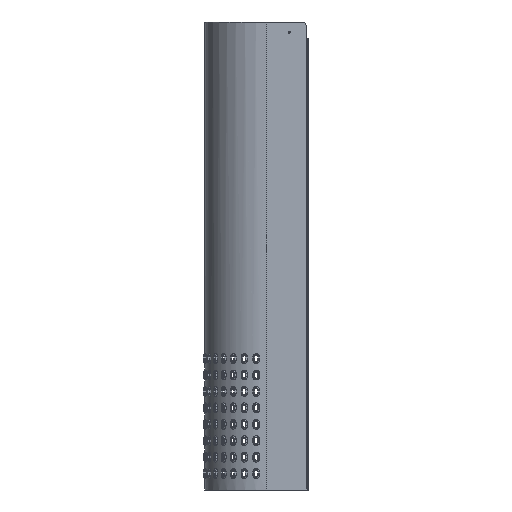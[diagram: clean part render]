
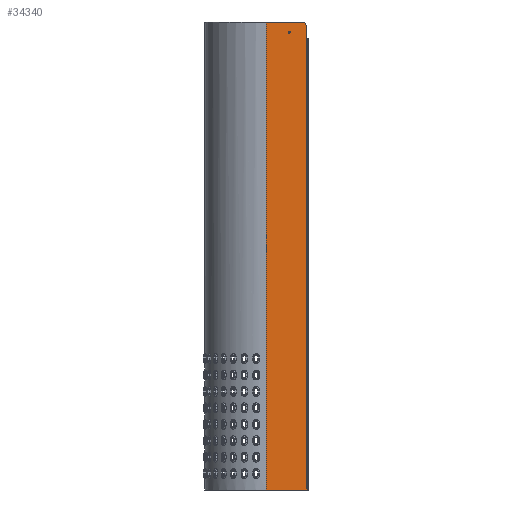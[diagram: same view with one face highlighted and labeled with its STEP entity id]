
A CAD part, left-side view. The second image highlights one B-rep face of the part: STEP entity #34340.
In plain terms, the highlighted planar face has unit normal (-1, 0, 0).
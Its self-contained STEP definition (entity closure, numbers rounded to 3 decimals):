
#385=FACE_BOUND('',#5649,.T.);
#415=CIRCLE('',#35009,1.25);
#420=CIRCLE('',#35018,5.);
#1080=PLANE('',#35042);
#3176=FACE_OUTER_BOUND('',#5648,.T.);
#5648=EDGE_LOOP('',(#30709,#30710,#30711,#30712,#30713,#30714,#30715));
#5649=EDGE_LOOP('',(#30716));
#5937=LINE('',#43665,#8427);
#8127=LINE('',#111846,#10617);
#8140=LINE('',#111885,#10630);
#8145=LINE('',#111898,#10635);
#8146=LINE('',#111901,#10636);
#8147=LINE('',#111902,#10637);
#8427=VECTOR('',#35343,570.);
#10617=VECTOR('',#38829,15.);
#10630=VECTOR('',#38874,0.607);
#10635=VECTOR('',#38887,550.);
#10636=VECTOR('',#38892,43.393);
#10637=VECTOR('',#38893,49.);
#13563=VERTEX_POINT('',#43663);
#13564=VERTEX_POINT('',#43664);
#15983=VERTEX_POINT('',#111800);
#15995=VERTEX_POINT('',#111830);
#15996=VERTEX_POINT('',#111832);
#16000=VERTEX_POINT('',#111845);
#16006=VERTEX_POINT('',#111868);
#16014=VERTEX_POINT('',#111897);
#16535=EDGE_CURVE('',#13563,#13564,#5937,.T.);
#20873=EDGE_CURVE('',#15983,#15983,#415,.T.);
#20888=EDGE_CURVE('',#15995,#15996,#420,.T.);
#20895=EDGE_CURVE('',#16000,#15996,#8127,.T.);
#20916=EDGE_CURVE('',#16006,#16000,#8140,.T.);
#20922=EDGE_CURVE('',#16006,#16014,#8145,.T.);
#20924=EDGE_CURVE('',#13563,#15995,#8146,.T.);
#20925=EDGE_CURVE('',#13564,#16014,#8147,.T.);
#30709=ORIENTED_EDGE('',*,*,#20888,.F.);
#30710=ORIENTED_EDGE('',*,*,#20924,.F.);
#30711=ORIENTED_EDGE('',*,*,#16535,.T.);
#30712=ORIENTED_EDGE('',*,*,#20925,.T.);
#30713=ORIENTED_EDGE('',*,*,#20922,.F.);
#30714=ORIENTED_EDGE('',*,*,#20916,.T.);
#30715=ORIENTED_EDGE('',*,*,#20895,.T.);
#30716=ORIENTED_EDGE('',*,*,#20873,.T.);
#34340=ADVANCED_FACE('',(#3176,#385),#1080,.T.);
#35009=AXIS2_PLACEMENT_3D('',#111801,#38789,#38790);
#35018=AXIS2_PLACEMENT_3D('',#111833,#38817,#38818);
#35042=AXIS2_PLACEMENT_3D('',#111900,#38890,#38891);
#35343=DIRECTION('',(0.,0.,-1.));
#38789=DIRECTION('center_axis',(1.,0.,0.));
#38790=DIRECTION('ref_axis',(0.,1.,0.));
#38817=DIRECTION('center_axis',(1.,0.,0.));
#38818=DIRECTION('ref_axis',(0.,-0.707,0.707));
#38829=DIRECTION('',(0.,0.,1.));
#38874=DIRECTION('',(0.,1.,0.));
#38887=DIRECTION('',(0.,0.,-1.));
#38890=DIRECTION('center_axis',(-1.,0.,0.));
#38891=DIRECTION('ref_axis',(0.,1.,0.));
#38892=DIRECTION('',(0.,-1.,0.));
#38893=DIRECTION('',(0.,-1.,0.));
#43663=CARTESIAN_POINT('',(-75.,50.,570.));
#43664=CARTESIAN_POINT('',(-75.,50.,0.));
#43665=CARTESIAN_POINT('',(-75.,50.,285.));
#111800=CARTESIAN_POINT('',(-75.,21.117,557.5));
#111801=CARTESIAN_POINT('Origin',(-75.,22.367,557.5));
#111830=CARTESIAN_POINT('',(-75.,6.607,570.));
#111832=CARTESIAN_POINT('',(-75.,1.607,565.));
#111833=CARTESIAN_POINT('Origin',(-75.,6.607,565.));
#111845=CARTESIAN_POINT('',(-75.,1.607,550.));
#111846=CARTESIAN_POINT('',(-75.,1.607,275.));
#111868=CARTESIAN_POINT('',(-75.,1.,550.));
#111885=CARTESIAN_POINT('',(-75.,-47.393,550.));
#111897=CARTESIAN_POINT('',(-75.,1.,0.));
#111898=CARTESIAN_POINT('',(-75.,1.,285.));
#111900=CARTESIAN_POINT('Origin',(-75.,-47.393,0.));
#111901=CARTESIAN_POINT('',(-75.,367.871,570.));
#111902=CARTESIAN_POINT('',(-75.,367.871,0.));
